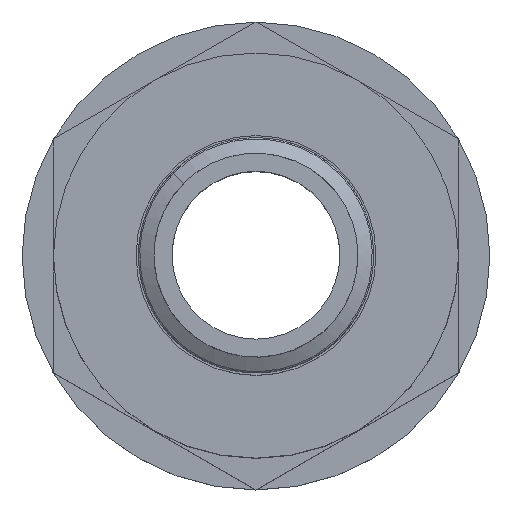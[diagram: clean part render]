
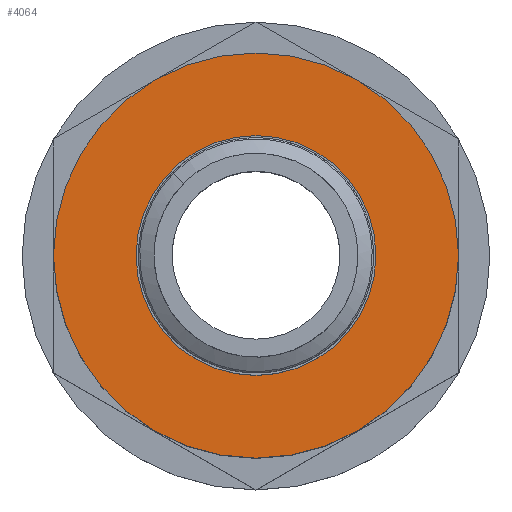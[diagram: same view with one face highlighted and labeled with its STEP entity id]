
A CAD part, top view. The second image highlights one B-rep face of the part: STEP entity #4064.
In plain terms, the highlighted planar face has unit normal (0, 0, 1).
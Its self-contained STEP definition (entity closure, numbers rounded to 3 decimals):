
#1040 = CARTESIAN_POINT ( 'NONE',  ( 0., 0., 27. ) ) ;
#1041 = DIRECTION ( 'NONE',  ( 0., 0., 1. ) ) ;
#1042 = DIRECTION ( 'NONE',  ( 1., 0., 0. ) ) ;
#1420 = FACE_BOUND ( 'NONE', #4223, .T. ) ;
#1426 = FACE_OUTER_BOUND ( 'NONE', #4218, .T. ) ;
#1453 = CARTESIAN_POINT ( 'NONE',  ( 0., 0., 27. ) ) ;
#1454 = PLANE ( 'NONE',  #4382 ) ;
#1456 = DIRECTION ( 'NONE',  ( 0., 0., 1. ) ) ;
#1457 = DIRECTION ( 'NONE',  ( 1., 0., 0. ) ) ;
#4064 = ADVANCED_FACE ( 'NONE', ( #1426, #1420 ), #1454, .T. ) ;
#4096 = EDGE_CURVE ( 'NONE', #4942, #4942, #4504, .T. ) ;
#4140 = EDGE_CURVE ( 'NONE', #4948, #4948, #4464, .T. ) ;
#4218 = EDGE_LOOP ( 'NONE', ( #4329 ) ) ;
#4223 = EDGE_LOOP ( 'NONE', ( #4303 ) ) ;
#4303 = ORIENTED_EDGE ( 'NONE', *, *, #4096, .F. ) ;
#4329 = ORIENTED_EDGE ( 'NONE', *, *, #4140, .T. ) ;
#4382 = AXIS2_PLACEMENT_3D ( 'NONE', #1453, #1456, #1457 ) ;
#4424 = AXIS2_PLACEMENT_3D ( 'NONE', #4799, #4800, #4801 ) ;
#4464 = CIRCLE ( 'NONE', #4424, 16.887 ) ;
#4504 = CIRCLE ( 'NONE', #4510, 10. ) ;
#4510 = AXIS2_PLACEMENT_3D ( 'NONE', #1040, #1041, #1042 ) ;
#4799 = CARTESIAN_POINT ( 'NONE',  ( 0., 0., 27. ) ) ;
#4800 = DIRECTION ( 'NONE',  ( 0., 0., 1. ) ) ;
#4801 = DIRECTION ( 'NONE',  ( 1., 0., 0. ) ) ;
#4942 = VERTEX_POINT ( 'NONE', #4945 ) ;
#4945 = CARTESIAN_POINT ( 'NONE',  ( 10., 0., 27. ) ) ;
#4948 = VERTEX_POINT ( 'NONE', #4951 ) ;
#4951 = CARTESIAN_POINT ( 'NONE',  ( 16.887, 0., 27. ) ) ;
